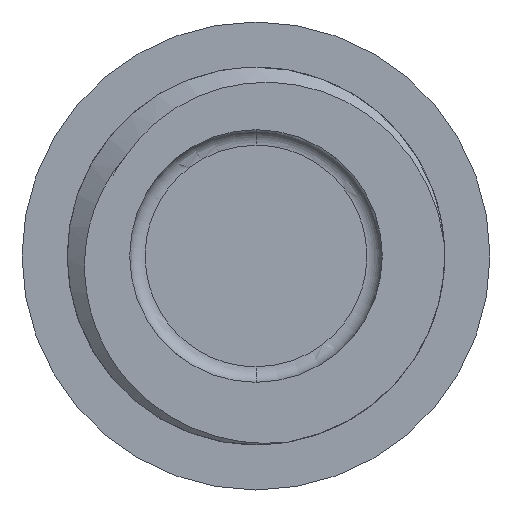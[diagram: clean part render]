
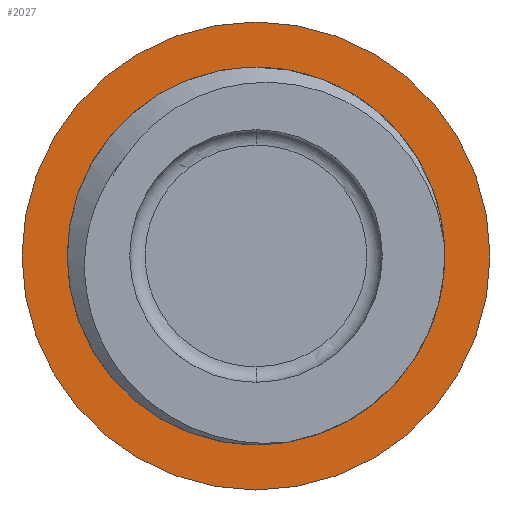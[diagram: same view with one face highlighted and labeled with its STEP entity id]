
A CAD part, front view. The second image highlights one B-rep face of the part: STEP entity #2027.
In plain terms, the highlighted planar face has unit normal (0, -1, 0).
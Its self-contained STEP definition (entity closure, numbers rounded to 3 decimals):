
#744 = CARTESIAN_POINT ( 'NONE',  ( 1.333, 6.591, 5.483 ) ) ;
#745 = CARTESIAN_POINT ( 'NONE',  ( 5.796, 6.591, 1.534 ) ) ;
#747 = CARTESIAN_POINT ( 'NONE',  ( -3.822, 6.591, 3.716 ) ) ;
#748 = CARTESIAN_POINT ( 'NONE',  ( -2.515, 6.591, 4.815 ) ) ;
#749 = CARTESIAN_POINT ( 'NONE',  ( 0.771, 6.591, 5.557 ) ) ;
#750 = CARTESIAN_POINT ( 'NONE',  ( 3.893, 6.591, 4.309 ) ) ;
#751 = CARTESIAN_POINT ( 'NONE',  ( 4.318, 6.591, 3.928 ) ) ;
#753 = CARTESIAN_POINT ( 'NONE',  ( 5.059, 6.591, 3.073 ) ) ;
#759 = DIRECTION ( 'NONE',  ( 0., 0., -1. ) ) ;
#760 = CARTESIAN_POINT ( 'NONE',  ( -0.368, 6.591, 5.534 ) ) ;
#761 = CARTESIAN_POINT ( 'NONE',  ( 5.945, 6.591, 0.984 ) ) ;
#766 = CARTESIAN_POINT ( 'NONE',  ( -0.086, 6.591, 5.561 ) ) ;
#768 = CARTESIAN_POINT ( 'NONE',  ( -3.429, 6.591, 4.123 ) ) ;
#769 = CARTESIAN_POINT ( 'NONE',  ( 1.61, 6.591, 5.426 ) ) ;
#773 = CARTESIAN_POINT ( 'NONE',  ( -0.926, 6.591, 5.435 ) ) ;
#774 = CARTESIAN_POINT ( 'NONE',  ( -1.203, 6.591, 5.363 ) ) ;
#775 = CARTESIAN_POINT ( 'NONE',  ( -2.013, 6.591, 5.082 ) ) ;
#776 = CARTESIAN_POINT ( 'NONE',  ( 6.001, 6.591, 0.702 ) ) ;
#779 = CARTESIAN_POINT ( 'NONE',  ( 0.484, 6.591, 5.573 ) ) ;
#780 = CARTESIAN_POINT ( 'NONE',  ( 6.036, 6.591, 0.417 ) ) ;
#781 = DIRECTION ( 'NONE',  ( 0., -1., 0. ) ) ;
#783 = CARTESIAN_POINT ( 'NONE',  ( 2.427, 6.591, 5.168 ) ) ;
#786 = CARTESIAN_POINT ( 'NONE',  ( 2.157, 6.591, 5.269 ) ) ;
#788 = CARTESIAN_POINT ( 'NONE',  ( 2.943, 6.591, 4.931 ) ) ;
#789 = CARTESIAN_POINT ( 'NONE',  ( 0.477, 6.591, -6.027 ) ) ;
#792 = CARTESIAN_POINT ( 'NONE',  ( -4.148, 6.591, 3.243 ) ) ;
#793 = CARTESIAN_POINT ( 'NONE',  ( 1.047, 6.591, -5.959 ) ) ;
#794 = CARTESIAN_POINT ( 'NONE',  ( 0., 6.591, 0. ) ) ;
#795 = CARTESIAN_POINT ( 'NONE',  ( 4.514, 6.591, 3.724 ) ) ;
#797 = CARTESIAN_POINT ( 'NONE',  ( 3.191, 6.591, 4.795 ) ) ;
#798 = CARTESIAN_POINT ( 'NONE',  ( 3.665, 6.591, 4.484 ) ) ;
#799 = CARTESIAN_POINT ( 'NONE',  ( 5.364, 6.591, 2.579 ) ) ;
#800 = CARTESIAN_POINT ( 'NONE',  ( 5.702, 6.591, 1.801 ) ) ;
#801 = CARTESIAN_POINT ( 'NONE',  ( -5.419, 6.591, -1.259 ) ) ;
#802 = CARTESIAN_POINT ( 'NONE',  ( -5.262, 6.591, 1.273 ) ) ;
#805 = CARTESIAN_POINT ( 'NONE',  ( -1.753, 6.591, -5.638 ) ) ;
#806 = CARTESIAN_POINT ( 'NONE',  ( -3.882, 6.591, -4.255 ) ) ;
#807 = CARTESIAN_POINT ( 'NONE',  ( -0.932, 6.591, -5.878 ) ) ;
#808 = CARTESIAN_POINT ( 'NONE',  ( -3.244, 6.591, -4.816 ) ) ;
#809 = CARTESIAN_POINT ( 'NONE',  ( -5.295, 6.591, -1.814 ) ) ;
#810 = CARTESIAN_POINT ( 'NONE',  ( -2.524, 6.591, -5.284 ) ) ;
#811 = CARTESIAN_POINT ( 'NONE',  ( -4.148, 6.591, 3.243 ) ) ;
#814 = CARTESIAN_POINT ( 'NONE',  ( -4.832, 6.591, 2.334 ) ) ;
#817 = CARTESIAN_POINT ( 'NONE',  ( -0.089, 6.591, -6.017 ) ) ;
#818 = CARTESIAN_POINT ( 'NONE',  ( -4.88, 6.591, -2.875 ) ) ;
#821 = CARTESIAN_POINT ( 'NONE',  ( -4.529, 6.591, 2.813 ) ) ;
#824 = CARTESIAN_POINT ( 'NONE',  ( -5.003, 6.591, -2.62 ) ) ;
#827 = CARTESIAN_POINT ( 'NONE',  ( -3.466, 6.591, -4.639 ) ) ;
#830 = CARTESIAN_POINT ( 'NONE',  ( -5.459, 6.591, -0.978 ) ) ;
#831 = CARTESIAN_POINT ( 'NONE',  ( -4.597, 6.591, -3.365 ) ) ;
#832 = CARTESIAN_POINT ( 'NONE',  ( -4.435, 6.591, -3.602 ) ) ;
#833 = CARTESIAN_POINT ( 'NONE',  ( -4.076, 6.591, -4.048 ) ) ;
#834 = CARTESIAN_POINT ( 'NONE',  ( -5.498, 6.591, -0.412 ) ) ;
#835 = CARTESIAN_POINT ( 'NONE',  ( -5.496, 6.591, -0.123 ) ) ;
#836 = CARTESIAN_POINT ( 'NONE',  ( -2.016, 6.591, -5.532 ) ) ;
#837 = CARTESIAN_POINT ( 'NONE',  ( -5.21, 6.591, -2.09 ) ) ;
#842 = CARTESIAN_POINT ( 'NONE',  ( -5.171, 6.591, 1.544 ) ) ;
#843 = CARTESIAN_POINT ( 'NONE',  ( -1.212, 6.591, -5.811 ) ) ;
#851 = CARTESIAN_POINT ( 'NONE',  ( -2.772, 6.591, -5.14 ) ) ;
#855 = CARTESIAN_POINT ( 'NONE',  ( -5.399, 6.591, 0.724 ) ) ;
#859 = CARTESIAN_POINT ( 'NONE',  ( -5.446, 6.591, 0.445 ) ) ;
#1098 = CARTESIAN_POINT ( 'NONE',  ( 0., 6.591, 0. ) ) ;
#1118 = DIRECTION ( 'NONE',  ( 0., 0., -1. ) ) ;
#1126 = DIRECTION ( 'NONE',  ( 0., 1., 0. ) ) ;
#1462 = FACE_BOUND ( 'NONE', #1593, .T. ) ;
#1471 = FACE_OUTER_BOUND ( 'NONE', #1662, .T. ) ;
#1480 = CARTESIAN_POINT ( 'NONE',  ( -6.05, 6.591, 0. ) ) ;
#1489 = DIRECTION ( 'NONE',  ( 0., 0., 1. ) ) ;
#1494 = PLANE ( 'NONE',  #2190 ) ;
#1498 = DIRECTION ( 'NONE',  ( 0., 1., 0. ) ) ;
#1593 = EDGE_LOOP ( 'NONE', ( #1721, #1685, #1768 ) ) ;
#1662 = EDGE_LOOP ( 'NONE', ( #1765, #1709 ) ) ;
#1685 = ORIENTED_EDGE ( 'NONE', *, *, #1936, .F. ) ;
#1709 = ORIENTED_EDGE ( 'NONE', *, *, #1968, .F. ) ;
#1721 = ORIENTED_EDGE ( 'NONE', *, *, #1938, .T. ) ;
#1765 = ORIENTED_EDGE ( 'NONE', *, *, #1932, .F. ) ;
#1768 = ORIENTED_EDGE ( 'NONE', *, *, #1940, .T. ) ;
#1778 = VERTEX_POINT ( 'NONE', #1860 ) ;
#1819 = VERTEX_POINT ( 'NONE', #1828 ) ;
#1822 = VERTEX_POINT ( 'NONE', #1833 ) ;
#1828 = CARTESIAN_POINT ( 'NONE',  ( -4.148, 6.591, 3.243 ) ) ;
#1833 = CARTESIAN_POINT ( 'NONE',  ( 6.036, 6.591, 0.417 ) ) ;
#1847 = VERTEX_POINT ( 'NONE', #1870 ) ;
#1858 = VERTEX_POINT ( 'NONE', #1874 ) ;
#1860 = CARTESIAN_POINT ( 'NONE',  ( 0., 6.591, -7.5 ) ) ;
#1870 = CARTESIAN_POINT ( 'NONE',  ( 1.047, 6.591, -5.959 ) ) ;
#1874 = CARTESIAN_POINT ( 'NONE',  ( 0., 6.591, 7.5 ) ) ;
#1905 = CARTESIAN_POINT ( 'NONE',  ( 0., 6.591, 0. ) ) ;
#1907 = DIRECTION ( 'NONE',  ( 0., 1., 0. ) ) ;
#1909 = DIRECTION ( 'NONE',  ( 0., 0., -1. ) ) ;
#1919 = B_SPLINE_CURVE_WITH_KNOTS ( 'NONE', 3,
 ( #792, #747, #768, #748, #775, #774, #773, #760, #766, #779, #749, #744, #769, #786, #783, #788, #797, #798, #750, #751, #795, #753, #799, #800, #745, #761, #776, #780 ),
 .UNSPECIFIED., .F., .F.,
 ( 4, 2, 2, 2, 2, 2, 2, 2, 2, 2, 2, 2, 2, 4 ),
 ( 0., 0.002, 0.003, 0.004, 0.005, 0.006, 0.007, 0.008, 0.008, 0.009, 0.01, 0.012, 0.013, 0.014 ),
 .UNSPECIFIED. ) ;
#1920 = B_SPLINE_CURVE_WITH_KNOTS ( 'NONE', 3,
 ( #793, #789, #817, #807, #843, #805, #836, #810, #851, #808, #827, #806, #833, #832, #831, #818, #824, #837, #809, #801, #830, #834, #835, #859, #855, #802, #842, #814, #821, #811 ),
 .UNSPECIFIED., .F., .F.,
 ( 4, 2, 2, 2, 2, 2, 2, 2, 2, 2, 2, 2, 2, 2, 4 ),
 ( 0., 0.002, 0.003, 0.003, 0.004, 0.005, 0.006, 0.007, 0.008, 0.008, 0.009, 0.01, 0.011, 0.012, 0.014 ),
 .UNSPECIFIED. ) ;
#1932 = EDGE_CURVE ( 'NONE', #1778, #1858, #2090, .T. ) ;
#1936 = EDGE_CURVE ( 'NONE', #1847, #1822, #2095, .T. ) ;
#1938 = EDGE_CURVE ( 'NONE', #1819, #1822, #1919, .T. ) ;
#1940 = EDGE_CURVE ( 'NONE', #1847, #1819, #1920, .T. ) ;
#1968 = EDGE_CURVE ( 'NONE', #1858, #1778, #2135, .T. ) ;
#2027 = ADVANCED_FACE ( 'NONE', ( #1462, #1471 ), #1494, .F. ) ;
#2087 = AXIS2_PLACEMENT_3D ( 'NONE', #1905, #1907, #1909 ) ;
#2090 = CIRCLE ( 'NONE', #2087, 7.5 ) ;
#2095 = CIRCLE ( 'NONE', #2096, 6.05 ) ;
#2096 = AXIS2_PLACEMENT_3D ( 'NONE', #794, #781, #759 ) ;
#2106 = AXIS2_PLACEMENT_3D ( 'NONE', #1098, #1126, #1118 ) ;
#2135 = CIRCLE ( 'NONE', #2106, 7.5 ) ;
#2190 = AXIS2_PLACEMENT_3D ( 'NONE', #1480, #1498, #1489 ) ;
